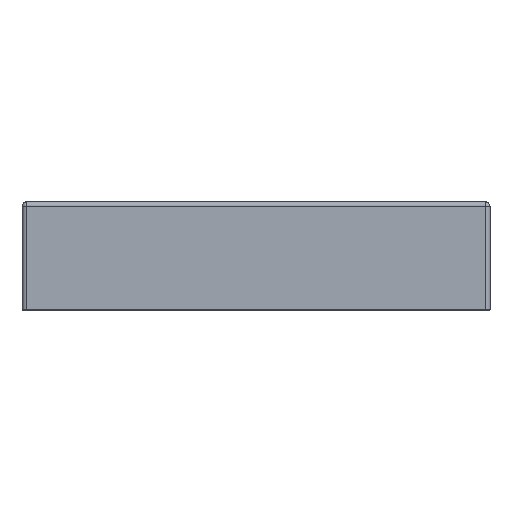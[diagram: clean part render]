
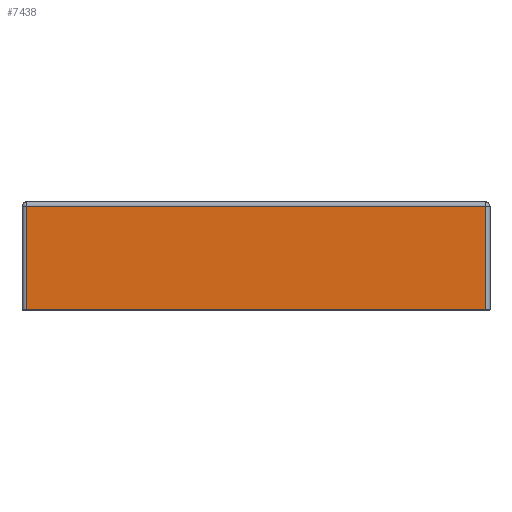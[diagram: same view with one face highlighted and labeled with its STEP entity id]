
A CAD part, top view. The second image highlights one B-rep face of the part: STEP entity #7438.
In plain terms, the highlighted planar face has unit normal (0, 0, 1).
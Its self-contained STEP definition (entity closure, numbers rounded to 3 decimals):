
#473 = DIRECTION ( 'NONE',  ( 0., 1., 0. ) ) ;
#1277 = CARTESIAN_POINT ( 'NONE',  ( -53.5, 24., 54.5 ) ) ;
#1289 = CARTESIAN_POINT ( 'NONE',  ( 53.5, 0., 54.5 ) ) ;
#1588 = ORIENTED_EDGE ( 'NONE', *, *, #4066, .T. ) ;
#3091 = EDGE_LOOP ( 'NONE', ( #1588, #8304, #8869, #3111 ) ) ;
#3111 = ORIENTED_EDGE ( 'NONE', *, *, #9651, .T. ) ;
#3413 = CARTESIAN_POINT ( 'NONE',  ( -54.5, 0., 54.5 ) ) ;
#3533 = VERTEX_POINT ( 'NONE', #9619 ) ;
#3857 = CARTESIAN_POINT ( 'NONE',  ( -54.5, 24., 54.5 ) ) ;
#4066 = EDGE_CURVE ( 'NONE', #5620, #15986, #5332, .T. ) ;
#4711 = VECTOR ( 'NONE', #6327, 1000. ) ;
#5056 = FACE_OUTER_BOUND ( 'NONE', #3091, .T. ) ;
#5076 = CARTESIAN_POINT ( 'NONE',  ( -54.5, 25., 54.5 ) ) ;
#5144 = CARTESIAN_POINT ( 'NONE',  ( 53.5, 24., 54.5 ) ) ;
#5191 = VECTOR ( 'NONE', #13298, 1000. ) ;
#5332 = LINE ( 'NONE', #3857, #4711 ) ;
#5620 = VERTEX_POINT ( 'NONE', #5144 ) ;
#6088 = DIRECTION ( 'NONE',  ( 1., 0., 0. ) ) ;
#6327 = DIRECTION ( 'NONE',  ( -1., 0., 0. ) ) ;
#6465 = PLANE ( 'NONE',  #8574 ) ;
#7438 = ADVANCED_FACE ( 'NONE', ( #5056 ), #6465, .F. ) ;
#8304 = ORIENTED_EDGE ( 'NONE', *, *, #11804, .T. ) ;
#8574 = AXIS2_PLACEMENT_3D ( 'NONE', #5076, #9007, #11443 ) ;
#8605 = LINE ( 'NONE', #14586, #5191 ) ;
#8869 = ORIENTED_EDGE ( 'NONE', *, *, #15875, .T. ) ;
#9007 = DIRECTION ( 'NONE',  ( 0., 0., -1. ) ) ;
#9619 = CARTESIAN_POINT ( 'NONE',  ( -53.5, 0., 54.5 ) ) ;
#9651 = EDGE_CURVE ( 'NONE', #14351, #5620, #11409, .T. ) ;
#9695 = VECTOR ( 'NONE', #6088, 1000. ) ;
#10667 = CARTESIAN_POINT ( 'NONE',  ( 53.5, 25., 54.5 ) ) ;
#11007 = VECTOR ( 'NONE', #473, 1000. ) ;
#11409 = LINE ( 'NONE', #10667, #11007 ) ;
#11443 = DIRECTION ( 'NONE',  ( -1., 0., 0. ) ) ;
#11804 = EDGE_CURVE ( 'NONE', #15986, #3533, #8605, .T. ) ;
#13298 = DIRECTION ( 'NONE',  ( 0., -1., 0. ) ) ;
#14351 = VERTEX_POINT ( 'NONE', #1289 ) ;
#14586 = CARTESIAN_POINT ( 'NONE',  ( -53.5, 25., 54.5 ) ) ;
#15875 = EDGE_CURVE ( 'NONE', #3533, #14351, #16471, .T. ) ;
#15986 = VERTEX_POINT ( 'NONE', #1277 ) ;
#16471 = LINE ( 'NONE', #3413, #9695 ) ;
